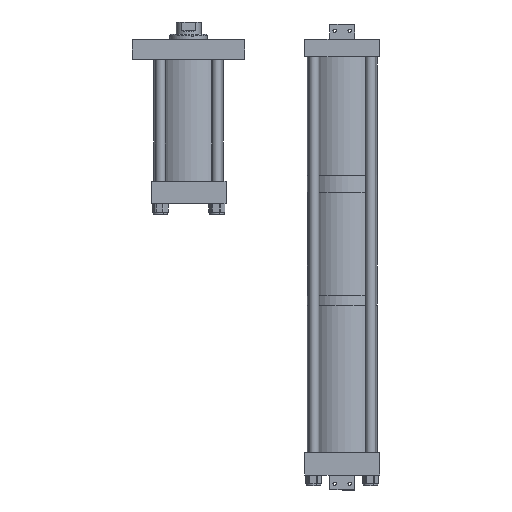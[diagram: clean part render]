
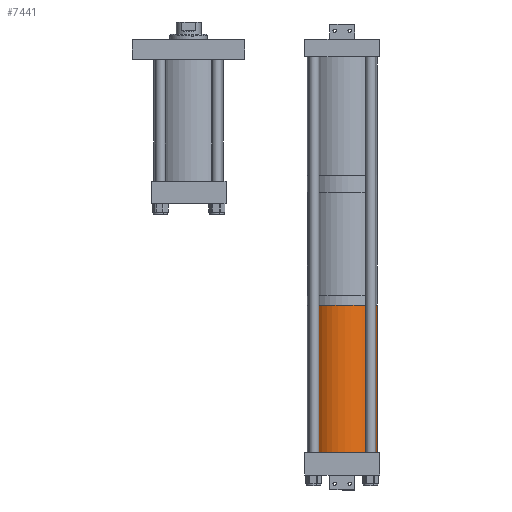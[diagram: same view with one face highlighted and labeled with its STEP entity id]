
A CAD part, front view. The second image highlights one B-rep face of the part: STEP entity #7441.
In plain terms, the highlighted cylindrical face has radius 88.9 mm (diameter 177.8 mm), a partial arc.
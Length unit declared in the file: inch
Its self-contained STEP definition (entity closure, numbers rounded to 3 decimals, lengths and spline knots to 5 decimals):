
#41 = EDGE_CURVE ( 'NONE', #437, #3691, #12567, .T. ) ;
#379 = VERTEX_POINT ( 'NONE', #1663 ) ;
#437 = VERTEX_POINT ( 'NONE', #4874 ) ;
#762 = CARTESIAN_POINT ( 'NONE',  ( 0., 0., 0. ) ) ;
#1513 = AXIS2_PLACEMENT_3D ( 'NONE', #9160, #14204, #2846 ) ;
#1604 = FACE_OUTER_BOUND ( 'NONE', #5183, .T. ) ;
#1663 = CARTESIAN_POINT ( 'NONE',  ( -3.5, 0., 0. ) ) ;
#1685 = CYLINDRICAL_SURFACE ( 'NONE', #1513, 3.5 ) ;
#2598 = VERTEX_POINT ( 'NONE', #8580 ) ;
#2779 = CARTESIAN_POINT ( 'NONE',  ( 3.5, 0., 14.762 ) ) ;
#2846 = DIRECTION ( 'NONE',  ( -1., 0., 0. ) ) ;
#3316 = CARTESIAN_POINT ( 'NONE',  ( -3.5, 0., 14.762 ) ) ;
#3691 = VERTEX_POINT ( 'NONE', #2779 ) ;
#4573 = LINE ( 'NONE', #3316, #9807 ) ;
#4673 = LINE ( 'NONE', #6572, #6399 ) ;
#4874 = CARTESIAN_POINT ( 'NONE',  ( -3.5, 0., 14.762 ) ) ;
#5183 = EDGE_LOOP ( 'NONE', ( #6312, #16387, #8125, #7992 ) ) ;
#6156 = DIRECTION ( 'NONE',  ( 0., 0., 1. ) ) ;
#6306 = AXIS2_PLACEMENT_3D ( 'NONE', #762, #6156, #13529 ) ;
#6312 = ORIENTED_EDGE ( 'NONE', *, *, #8710, .F. ) ;
#6399 = VECTOR ( 'NONE', #16366, 39.37008 ) ;
#6572 = CARTESIAN_POINT ( 'NONE',  ( 3.5, 0., 14.762 ) ) ;
#7441 = ADVANCED_FACE ( 'NONE', ( #1604 ), #1685, .T. ) ;
#7633 = CIRCLE ( 'NONE', #6306, 3.5 ) ;
#7992 = ORIENTED_EDGE ( 'NONE', *, *, #9989, .T. ) ;
#8103 = EDGE_CURVE ( 'NONE', #437, #379, #4573, .T. ) ;
#8125 = ORIENTED_EDGE ( 'NONE', *, *, #8103, .T. ) ;
#8580 = CARTESIAN_POINT ( 'NONE',  ( 3.5, 0., 0. ) ) ;
#8710 = EDGE_CURVE ( 'NONE', #3691, #2598, #4673, .T. ) ;
#9157 = DIRECTION ( 'NONE',  ( 1., 0., 0. ) ) ;
#9160 = CARTESIAN_POINT ( 'NONE',  ( 0., 0., 14.762 ) ) ;
#9244 = DIRECTION ( 'NONE',  ( 0., 0., 1. ) ) ;
#9807 = VECTOR ( 'NONE', #13439, 39.37008 ) ;
#9989 = EDGE_CURVE ( 'NONE', #379, #2598, #7633, .T. ) ;
#12033 = AXIS2_PLACEMENT_3D ( 'NONE', #14368, #9244, #9157 ) ;
#12567 = CIRCLE ( 'NONE', #12033, 3.5 ) ;
#13439 = DIRECTION ( 'NONE',  ( 0., 0., -1. ) ) ;
#13529 = DIRECTION ( 'NONE',  ( 1., 0., 0. ) ) ;
#14204 = DIRECTION ( 'NONE',  ( 0., 0., -1. ) ) ;
#14368 = CARTESIAN_POINT ( 'NONE',  ( 0., 0., 14.762 ) ) ;
#16366 = DIRECTION ( 'NONE',  ( 0., 0., -1. ) ) ;
#16387 = ORIENTED_EDGE ( 'NONE', *, *, #41, .F. ) ;
